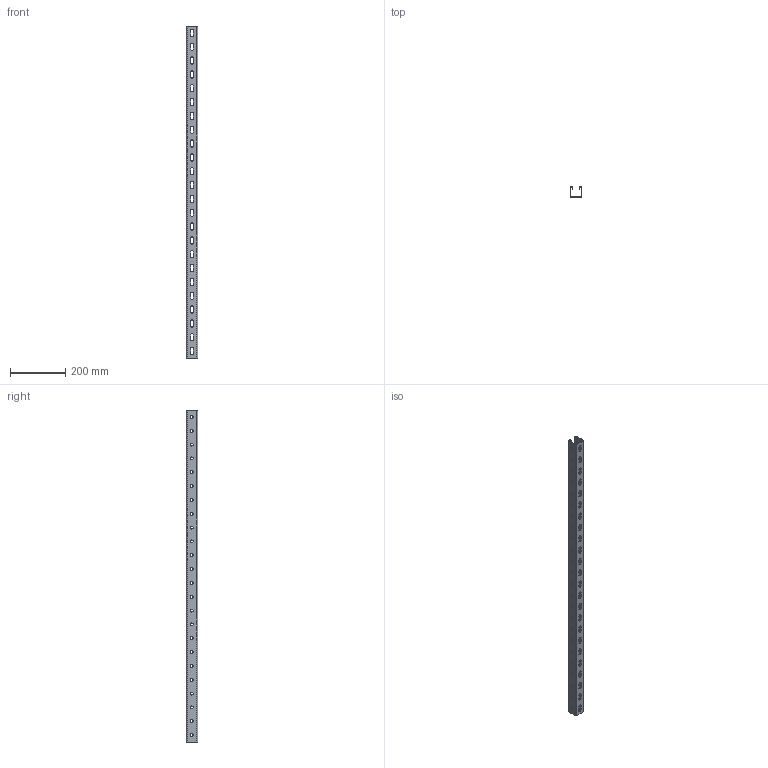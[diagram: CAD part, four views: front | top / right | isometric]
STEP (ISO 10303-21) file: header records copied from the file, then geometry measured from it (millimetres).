
FILE_DESCRIPTION (( 'STEP AP203' ), '1' );
FILE_NAME ('Ïðîôèëü C-îáðàçíûé 41_BPL4112.STEP', '2012-11-16T08:11:26', ( 'Àñååâ' ), ( '' ), 'SwSTEP 2.0', 'SolidWorks 2012', '' );
FILE_SCHEMA (( 'CONFIG_CONTROL_DESIGN' ));
Length unit declared in the file: millimetre
Products named in the file (1): Ïðîôèëü C-îáðàçíûé 41_BPL4112
Bounding box: 41 x 41 x 1200 mm (x, y, z)
Volume: 247063.9 mm3; surface area: 338206.9 mm2
Topology: 1 solids, 1 shells, 174 faces, 540 edges, 368 vertices
Faces by surface type: cylinder 108, plane 66
Full cylindrical faces by diameter (mm): 10.5 x48
Entity records: 6041 total; most frequent: DIRECTION 1034, CARTESIAN_POINT 987, ORIENTED_EDGE 936, EDGE_CURVE 468, AXIS2_PLACEMENT_3D 391, EDGE_LOOP 366, VERTEX_POINT 344, LINE 252
